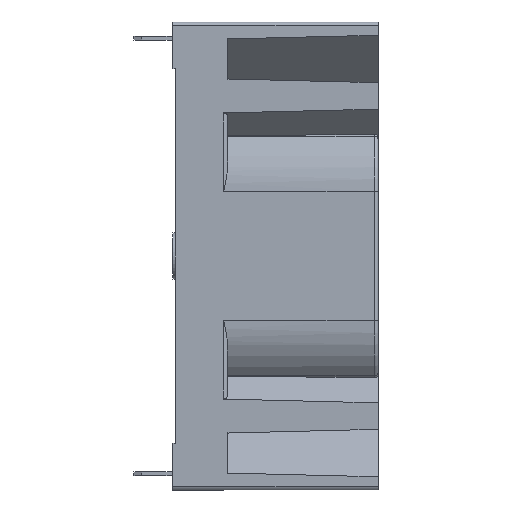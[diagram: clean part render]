
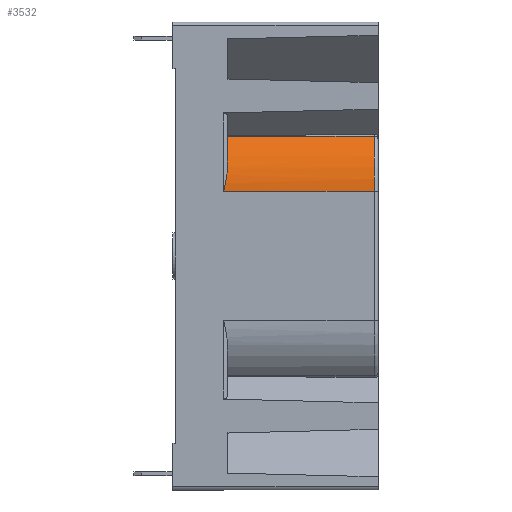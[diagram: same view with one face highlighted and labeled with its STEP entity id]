
A CAD part, left-side view. The second image highlights one B-rep face of the part: STEP entity #3532.
In plain terms, the highlighted cylindrical face has radius 10 mm (diameter 20 mm), a partial arc.
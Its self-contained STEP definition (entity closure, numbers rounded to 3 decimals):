
#397 = EDGE_LOOP ( 'NONE', ( #13072, #10797, #5861, #9527, #7293 ) ) ;
#551 = DIRECTION ( 'NONE',  ( 0., 1., 0. ) ) ;
#669 = CARTESIAN_POINT ( 'NONE',  ( -30., 0., 8.284 ) ) ;
#1001 = CARTESIAN_POINT ( 'NONE',  ( -29.584, 0., 11.15 ) ) ;
#1203 = CARTESIAN_POINT ( 'NONE',  ( -29.5, 0., 11.407 ) ) ;
#1472 = LINE ( 'NONE', #669, #4223 ) ;
#1722 = VERTEX_POINT ( 'NONE', #12535 ) ;
#1766 = CARTESIAN_POINT ( 'NONE',  ( -27.071, 0., 15.355 ) ) ;
#2053 = CARTESIAN_POINT ( 'NONE',  ( -29.959, 0.265, 9.331 ) ) ;
#2460 = CARTESIAN_POINT ( 'NONE',  ( -27.071, -19.3, 15.355 ) ) ;
#3061 = AXIS2_PLACEMENT_3D ( 'NONE', #11482, #9323, #11572 ) ;
#3079 = CARTESIAN_POINT ( 'NONE',  ( -29.658, 0.02, 10.893 ) ) ;
#3165 = CARTESIAN_POINT ( 'NONE',  ( -29.5, 0., 11.407 ) ) ;
#3532 = ADVANCED_FACE ( 'NONE', ( #9958 ), #6676, .T. ) ;
#3744 = DIRECTION ( 'NONE',  ( 0., 1., 0. ) ) ;
#4081 = CARTESIAN_POINT ( 'NONE',  ( -29.783, 0.082, 10.373 ) ) ;
#4223 = VECTOR ( 'NONE', #12225, 1000. ) ;
#4492 = CIRCLE ( 'NONE', #9142, 10. ) ;
#4617 = CARTESIAN_POINT ( 'NONE',  ( -20., 0., 8.284 ) ) ;
#4809 = DIRECTION ( 'NONE',  ( 0., 0., 1. ) ) ;
#5501 = EDGE_CURVE ( 'NONE', #6140, #11865, #13496, .T. ) ;
#5739 = VERTEX_POINT ( 'NONE', #1203 ) ;
#5861 = ORIENTED_EDGE ( 'NONE', *, *, #11300, .F. ) ;
#6140 = VERTEX_POINT ( 'NONE', #9210 ) ;
#6384 = VERTEX_POINT ( 'NONE', #1766 ) ;
#6514 = B_SPLINE_CURVE_WITH_KNOTS ( 'NONE', 3,
 ( #3165, #1001, #3079, #4081, #11397, #2053, #9327, #13498 ),
 .UNSPECIFIED., .F., .F.,
 ( 4, 2, 2, 4 ),
 ( 0., 0.001, 0.002, 0.003 ),
 .UNSPECIFIED. ) ;
#6676 = CYLINDRICAL_SURFACE ( 'NONE', #3061, 10. ) ;
#7035 = EDGE_CURVE ( 'NONE', #6140, #1722, #1472, .T. ) ;
#7293 = ORIENTED_EDGE ( 'NONE', *, *, #11060, .T. ) ;
#7758 = DIRECTION ( 'NONE',  ( 0., 0., 1. ) ) ;
#8368 = AXIS2_PLACEMENT_3D ( 'NONE', #9126, #3744, #4809 ) ;
#8617 = EDGE_CURVE ( 'NONE', #5739, #6384, #4492, .T. ) ;
#8967 = DIRECTION ( 'NONE',  ( 0., -1., 0. ) ) ;
#9126 = CARTESIAN_POINT ( 'NONE',  ( -20., -18.8, 8.284 ) ) ;
#9142 = AXIS2_PLACEMENT_3D ( 'NONE', #4617, #551, #7758 ) ;
#9210 = CARTESIAN_POINT ( 'NONE',  ( -30., -18.8, 8.284 ) ) ;
#9323 = DIRECTION ( 'NONE',  ( 0., -1., 0. ) ) ;
#9327 = CARTESIAN_POINT ( 'NONE',  ( -30., 0.383, 8.809 ) ) ;
#9527 = ORIENTED_EDGE ( 'NONE', *, *, #8617, .F. ) ;
#9839 = VECTOR ( 'NONE', #8967, 1000. ) ;
#9958 = FACE_OUTER_BOUND ( 'NONE', #397, .T. ) ;
#10797 = ORIENTED_EDGE ( 'NONE', *, *, #5501, .T. ) ;
#11060 = EDGE_CURVE ( 'NONE', #5739, #1722, #6514, .T. ) ;
#11300 = EDGE_CURVE ( 'NONE', #6384, #11865, #13429, .T. ) ;
#11397 = CARTESIAN_POINT ( 'NONE',  ( -29.835, 0.124, 10.112 ) ) ;
#11482 = CARTESIAN_POINT ( 'NONE',  ( -20., 1., 8.284 ) ) ;
#11572 = DIRECTION ( 'NONE',  ( 0., 0., -1. ) ) ;
#11865 = VERTEX_POINT ( 'NONE', #12815 ) ;
#12225 = DIRECTION ( 'NONE',  ( 0., 1., 0. ) ) ;
#12535 = CARTESIAN_POINT ( 'NONE',  ( -30., 0.5, 8.284 ) ) ;
#12815 = CARTESIAN_POINT ( 'NONE',  ( -27.071, -18.8, 15.355 ) ) ;
#13072 = ORIENTED_EDGE ( 'NONE', *, *, #7035, .F. ) ;
#13429 = LINE ( 'NONE', #2460, #9839 ) ;
#13496 = CIRCLE ( 'NONE', #8368, 10. ) ;
#13498 = CARTESIAN_POINT ( 'NONE',  ( -30., 0.5, 8.284 ) ) ;
